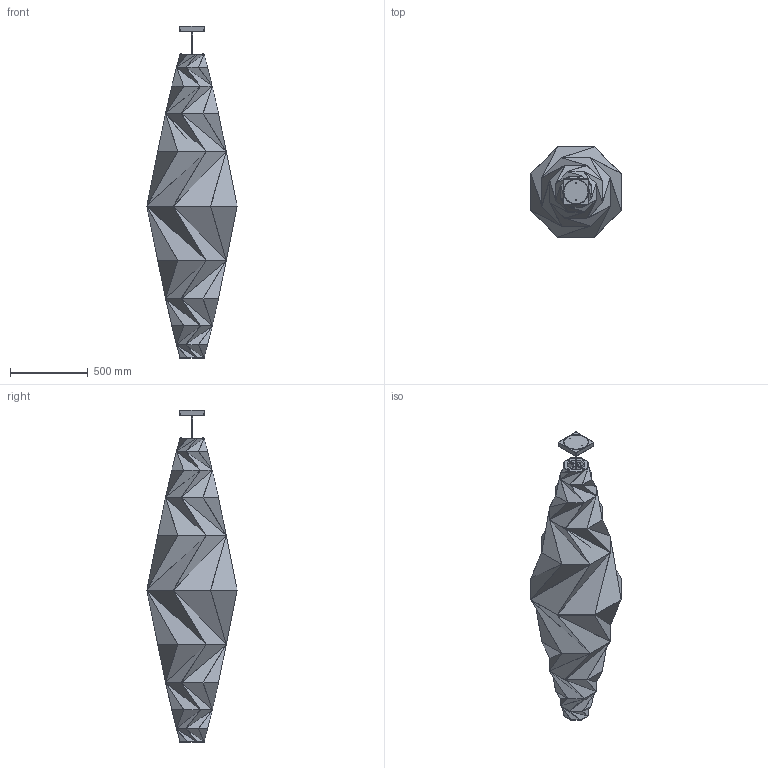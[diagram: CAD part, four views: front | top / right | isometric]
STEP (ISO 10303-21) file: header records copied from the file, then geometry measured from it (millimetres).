
FILE_DESCRIPTION(/* description */ (''),/* implementation_level */ '2;1');
FILE_NAME(/* name */ 'IN-EI OC 013-SOSP _3D',/* time_stamp */ '2012-05-22T17:24:56+02:00',/* author */ (''),/* organization */ (''),/* preprocessor_version */ 'ST-DEVELOPER v10',/* originating_system */ '',/* authorisation */ '');
FILE_SCHEMA (('CONFIG_CONTROL_DESIGN'));
Length unit declared in the file: millimetre
Products named in the file (1): 1
Bounding box: 580 x 580 x 2131.46 mm (x, y, z)
Volume: 1378467.7 mm3; surface area: 5920315.5 mm2
Topology: 66 solids, 114 shells, 1383 faces, 3253 edges, 1651 vertices
Faces by surface type: bspline 1221, plane 162
Entity records: 42246 total; most frequent: CARTESIAN_POINT 23492, ORIENTED_EDGE 5546, EDGE_CURVE 2925, B_SPLINE_CURVE_WITH_KNOTS 2532, VERTEX_POINT 1651, EDGE_LOOP 1442, ADVANCED_FACE 1383, FACE_OUTER_BOUND 1383
